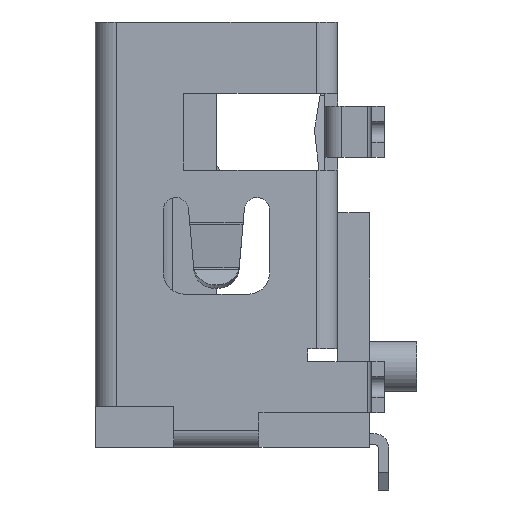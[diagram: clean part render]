
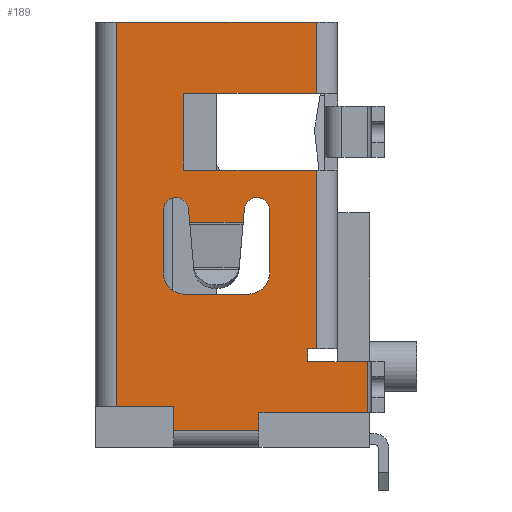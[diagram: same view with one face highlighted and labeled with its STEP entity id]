
A CAD part, left-side view. The second image highlights one B-rep face of the part: STEP entity #189.
In plain terms, the highlighted planar face has unit normal (-1, 0, 0).
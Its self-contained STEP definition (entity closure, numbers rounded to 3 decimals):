
#189=ADVANCED_FACE('NONE',(#937,#938),#939,.T.);
#937=FACE_OUTER_BOUND('',#2218,.T.);
#938=FACE_BOUND('',#2219,.T.);
#939=PLANE('',#2220);
#2218=EDGE_LOOP('',(#7109,#7110,#7111,#7112,#7113,#7114,#7115,#7116,#7117,#7118,#7119,#7120,#7121,#7122,#7123,#7124));
#2219=EDGE_LOOP('',(#7125,#7126,#7127,#7128,#7129,#7130,#7131,#7132,#7133,#7134,#7135,#7136));
#2220=AXIS2_PLACEMENT_3D('',#7137,#7138,#7139);
#7109=ORIENTED_EDGE('',*,*,#11703,.F.);
#7110=ORIENTED_EDGE('',*,*,#11704,.F.);
#7111=ORIENTED_EDGE('',*,*,#11705,.F.);
#7112=ORIENTED_EDGE('',*,*,#11706,.F.);
#7113=ORIENTED_EDGE('',*,*,#11707,.F.);
#7114=ORIENTED_EDGE('',*,*,#11708,.F.);
#7115=ORIENTED_EDGE('',*,*,#11709,.T.);
#7116=ORIENTED_EDGE('',*,*,#11710,.T.);
#7117=ORIENTED_EDGE('',*,*,#11711,.T.);
#7118=ORIENTED_EDGE('',*,*,#11712,.T.);
#7119=ORIENTED_EDGE('',*,*,#11713,.T.);
#7120=ORIENTED_EDGE('',*,*,#11714,.F.);
#7121=ORIENTED_EDGE('',*,*,#11715,.F.);
#7122=ORIENTED_EDGE('',*,*,#11716,.F.);
#7123=ORIENTED_EDGE('',*,*,#11717,.F.);
#7124=ORIENTED_EDGE('',*,*,#11718,.F.);
#7125=ORIENTED_EDGE('',*,*,#11401,.T.);
#7126=ORIENTED_EDGE('',*,*,#11719,.T.);
#7127=ORIENTED_EDGE('',*,*,#11720,.T.);
#7128=ORIENTED_EDGE('',*,*,#11721,.F.);
#7129=ORIENTED_EDGE('',*,*,#11722,.T.);
#7130=ORIENTED_EDGE('',*,*,#11397,.T.);
#7131=ORIENTED_EDGE('',*,*,#11723,.T.);
#7132=ORIENTED_EDGE('',*,*,#11724,.T.);
#7133=ORIENTED_EDGE('',*,*,#11725,.T.);
#7134=ORIENTED_EDGE('',*,*,#11726,.T.);
#7135=ORIENTED_EDGE('',*,*,#11727,.T.);
#7136=ORIENTED_EDGE('',*,*,#11728,.T.);
#7137=CARTESIAN_POINT('',(-6.55,2.35,-10.0));
#7138=DIRECTION('',(-1.0,0.0,0.0));
#7139=DIRECTION('',(0.0,0.0,1.0));
#11397=EDGE_CURVE('NONE',#13360,#13358,#13361,.T.);
#11401=EDGE_CURVE('NONE',#13368,#13366,#13369,.T.);
#11703=EDGE_CURVE('NONE',#13963,#13964,#13965,.T.);
#11704=EDGE_CURVE('NONE',#13966,#13963,#13967,.T.);
#11705=EDGE_CURVE('NONE',#13968,#13966,#13969,.T.);
#11706=EDGE_CURVE('NONE',#13970,#13968,#13971,.T.);
#11707=EDGE_CURVE('NONE',#13972,#13970,#13973,.T.);
#11708=EDGE_CURVE('NONE',#13974,#13972,#13975,.T.);
#11709=EDGE_CURVE('NONE',#13974,#13976,#13977,.T.);
#11710=EDGE_CURVE('NONE',#13976,#13978,#13979,.T.);
#11711=EDGE_CURVE('NONE',#13978,#13980,#13981,.T.);
#11712=EDGE_CURVE('NONE',#13980,#13982,#13983,.T.);
#11713=EDGE_CURVE('NONE',#13982,#13984,#13985,.T.);
#11714=EDGE_CURVE('NONE',#13986,#13984,#13987,.T.);
#11715=EDGE_CURVE('NONE',#13988,#13986,#13989,.T.);
#11716=EDGE_CURVE('NONE',#13990,#13988,#13991,.T.);
#11717=EDGE_CURVE('NONE',#13992,#13990,#13993,.T.);
#11718=EDGE_CURVE('NONE',#13964,#13992,#13994,.T.);
#11719=EDGE_CURVE('NONE',#13366,#13995,#13996,.T.);
#11720=EDGE_CURVE('NONE',#13995,#13997,#13998,.T.);
#11721=EDGE_CURVE('NONE',#13999,#13997,#14000,.T.);
#11722=EDGE_CURVE('NONE',#13999,#13360,#14001,.T.);
#11723=EDGE_CURVE('NONE',#13358,#14002,#14003,.T.);
#11724=EDGE_CURVE('NONE',#14002,#14004,#14005,.T.);
#11725=EDGE_CURVE('NONE',#14004,#14006,#14007,.T.);
#11726=EDGE_CURVE('NONE',#14006,#14008,#14009,.T.);
#11727=EDGE_CURVE('NONE',#14008,#14010,#14011,.T.);
#11728=EDGE_CURVE('NONE',#14010,#13368,#14012,.T.);
#13358=VERTEX_POINT('NONE',#16492);
#13360=VERTEX_POINT('NONE',#16495);
#13361=CIRCLE('',#16496,0.298);
#13366=VERTEX_POINT('NONE',#16502);
#13368=VERTEX_POINT('NONE',#16505);
#13369=CIRCLE('',#16506,0.298);
#13963=VERTEX_POINT('NONE',#18447);
#13964=VERTEX_POINT('NONE',#18448);
#13965=LINE('',#18449,#18450);
#13966=VERTEX_POINT('NONE',#18451);
#13967=LINE('',#18452,#18453);
#13968=VERTEX_POINT('NONE',#18454);
#13969=LINE('',#18455,#18456);
#13970=VERTEX_POINT('NONE',#18457);
#13971=LINE('',#18458,#18459);
#13972=VERTEX_POINT('NONE',#18460);
#13973=LINE('',#18461,#18462);
#13974=VERTEX_POINT('NONE',#18463);
#13975=LINE('',#18464,#18465);
#13976=VERTEX_POINT('NONE',#18466);
#13977=LINE('',#18467,#18468);
#13978=VERTEX_POINT('NONE',#18469);
#13979=LINE('',#18470,#18471);
#13980=VERTEX_POINT('NONE',#18472);
#13981=LINE('',#18473,#18474);
#13982=VERTEX_POINT('NONE',#18475);
#13983=LINE('',#18476,#18477);
#13984=VERTEX_POINT('NONE',#18478);
#13985=LINE('',#18479,#18480);
#13986=VERTEX_POINT('NONE',#18481);
#13987=LINE('',#18482,#18483);
#13988=VERTEX_POINT('NONE',#18484);
#13989=LINE('',#18485,#18486);
#13990=VERTEX_POINT('NONE',#18487);
#13991=LINE('',#18488,#18489);
#13992=VERTEX_POINT('NONE',#18490);
#13993=LINE('',#18491,#18492);
#13994=LINE('',#18493,#18494);
#13995=VERTEX_POINT('NONE',#18495);
#13996=CIRCLE('',#18496,0.298);
#13997=VERTEX_POINT('NONE',#18497);
#13998=LINE('',#18498,#18499);
#13999=VERTEX_POINT('NONE',#18500);
#14000=LINE('',#18501,#18502);
#14001=LINE('',#18503,#18504);
#14002=VERTEX_POINT('NONE',#18505);
#14003=CIRCLE('',#18506,0.298);
#14004=VERTEX_POINT('NONE',#18507);
#14005=LINE('',#18508,#18509);
#14006=VERTEX_POINT('NONE',#18510);
#14007=CIRCLE('',#18511,0.5);
#14008=VERTEX_POINT('NONE',#18512);
#14009=LINE('',#18513,#18514);
#14010=VERTEX_POINT('NONE',#18515);
#14011=CIRCLE('',#18516,0.5);
#14012=LINE('',#18517,#18518);
#16492=CARTESIAN_POINT('',(-6.55,-0.952,-4.126));
#16495=CARTESIAN_POINT('',(-6.55,-0.656,-4.398));
#16496=AXIS2_PLACEMENT_3D('',#23885,#23886,#23887);
#16502=CARTESIAN_POINT('',(-6.55,0.952,-4.126));
#16505=CARTESIAN_POINT('',(-6.55,1.25,-4.424));
#16506=AXIS2_PLACEMENT_3D('',#23893,#23894,#23895);
#18447=CARTESIAN_POINT('',(-6.55,-1.0,-9.18));
#18448=CARTESIAN_POINT('',(-6.55,-1.0,-9.6));
#18449=CARTESIAN_POINT('',(-6.55,-1.0,-9.48));
#18450=VECTOR('',#24169,1000.0);
#18451=CARTESIAN_POINT('',(-6.55,-3.55,-9.18));
#18452=CARTESIAN_POINT('',(-6.55,-1.0,-9.18));
#18453=VECTOR('',#24170,1000.0);
#18454=CARTESIAN_POINT('',(-6.55,-3.55,-7.98));
#18455=CARTESIAN_POINT('',(-6.55,-3.55,-7.98));
#18456=VECTOR('',#24171,1000.0);
#18457=CARTESIAN_POINT('',(-6.55,-2.143,-7.98));
#18458=CARTESIAN_POINT('',(-6.55,-1.0,-7.98));
#18459=VECTOR('',#24172,1000.0);
#18460=CARTESIAN_POINT('',(-6.55,-2.143,-7.68));
#18461=CARTESIAN_POINT('',(-6.55,-2.143,-7.68));
#18462=VECTOR('',#24173,1000.0);
#18463=CARTESIAN_POINT('',(-6.55,-2.35,-7.68));
#18464=CARTESIAN_POINT('',(-6.55,-2.143,-7.68));
#18465=VECTOR('',#24174,1000.0);
#18466=CARTESIAN_POINT('',(-6.55,-2.35,-3.48));
#18467=CARTESIAN_POINT('',(-6.55,-2.35,-10.0));
#18468=VECTOR('',#24175,1000.0);
#18469=CARTESIAN_POINT('',(-6.55,0.769,-3.48));
#18470=CARTESIAN_POINT('',(-6.55,0.769,-3.48));
#18471=VECTOR('',#24176,1000.0);
#18472=CARTESIAN_POINT('',(-6.55,0.769,-1.68));
#18473=CARTESIAN_POINT('',(-6.55,0.769,-3.48));
#18474=VECTOR('',#24177,1000.0);
#18475=CARTESIAN_POINT('',(-6.55,-2.35,-1.68));
#18476=CARTESIAN_POINT('',(-6.55,0.769,-1.68));
#18477=VECTOR('',#24178,1000.0);
#18478=CARTESIAN_POINT('',(-6.55,-2.35,0.0));
#18479=CARTESIAN_POINT('',(-6.55,-2.35,-10.0));
#18480=VECTOR('',#24179,1000.0);
#18481=CARTESIAN_POINT('',(-6.55,2.35,0.0));
#18482=CARTESIAN_POINT('',(-6.55,2.35,0.0));
#18483=VECTOR('',#24180,1000.0);
#18484=CARTESIAN_POINT('',(-6.55,2.35,-9.033));
#18485=CARTESIAN_POINT('',(-6.55,2.35,-10.0));
#18486=VECTOR('',#24181,1000.0);
#18487=CARTESIAN_POINT('',(-6.55,1.0,-9.033));
#18488=CARTESIAN_POINT('',(-6.55,2.85,-9.033));
#18489=VECTOR('',#24182,1000.0);
#18490=CARTESIAN_POINT('',(-6.55,1.0,-9.6));
#18491=CARTESIAN_POINT('',(-6.55,1.0,-9.48));
#18492=VECTOR('',#24183,1000.0);
#18493=CARTESIAN_POINT('',(-6.55,-2.588,-9.6));
#18494=VECTOR('',#24184,1000.0);
#18495=CARTESIAN_POINT('',(-6.55,0.656,-4.398));
#18496=AXIS2_PLACEMENT_3D('',#24185,#24186,#24187);
#18497=CARTESIAN_POINT('',(-6.55,0.628,-4.709));
#18498=CARTESIAN_POINT('',(-6.55,0.619,-4.821));
#18499=VECTOR('',#24188,1000.0);
#18500=CARTESIAN_POINT('',(-6.55,-0.628,-4.709));
#18501=CARTESIAN_POINT('',(-6.55,-0.656,-4.709));
#18502=VECTOR('',#24189,1000.0);
#18503=CARTESIAN_POINT('',(-6.55,-0.629,-4.707));
#18504=VECTOR('',#24190,1000.0);
#18505=CARTESIAN_POINT('',(-6.55,-1.25,-4.424));
#18506=AXIS2_PLACEMENT_3D('',#24191,#24192,#24193);
#18507=CARTESIAN_POINT('',(-6.55,-1.25,-5.898));
#18508=CARTESIAN_POINT('',(-6.55,-1.25,-4.424));
#18509=VECTOR('',#24194,1000.0);
#18510=CARTESIAN_POINT('',(-6.55,-0.75,-6.398));
#18511=AXIS2_PLACEMENT_3D('',#24195,#24196,#24197);
#18512=CARTESIAN_POINT('',(-6.55,0.75,-6.398));
#18513=CARTESIAN_POINT('',(-6.55,0.75,-6.398));
#18514=VECTOR('',#24198,1000.0);
#18515=CARTESIAN_POINT('',(-6.55,1.25,-5.898));
#18516=AXIS2_PLACEMENT_3D('',#24199,#24200,#24201);
#18517=CARTESIAN_POINT('',(-6.55,1.25,-4.424));
#18518=VECTOR('',#24202,1000.0);
#23885=CARTESIAN_POINT('',(-6.55,-0.952,-4.424));
#23886=DIRECTION('',(1.0,0.0,0.0));
#23887=DIRECTION('',(0.0,0.0,-1.0));
#23893=CARTESIAN_POINT('',(-6.55,0.952,-4.424));
#23894=DIRECTION('',(1.0,0.0,0.0));
#23895=DIRECTION('',(0.0,0.0,-1.0));
#24169=DIRECTION('',(-0.0,-0.0,-1.0));
#24170=DIRECTION('',(-0.0,1.0,-0.0));
#24171=DIRECTION('',(-0.0,-0.0,-1.0));
#24172=DIRECTION('',(0.,-1.0,0.0));
#24173=DIRECTION('',(0.0,0.0,-1.0));
#24174=DIRECTION('',(-0.0,1.0,-0.0));
#24175=DIRECTION('',(0.0,0.0,1.0));
#24176=DIRECTION('',(-0.0,1.0,0.));
#24177=DIRECTION('',(0.0,0.0,1.0));
#24178=DIRECTION('',(0.0,-1.0,0.));
#24179=DIRECTION('',(0.0,0.0,1.0));
#24180=DIRECTION('',(0.0,-1.0,0.0));
#24181=DIRECTION('',(0.0,0.0,1.0));
#24182=DIRECTION('',(-0.0,1.0,-0.0));
#24183=DIRECTION('',(0.0,0.0,1.0));
#24184=DIRECTION('',(0.0,1.0,0.0));
#24185=CARTESIAN_POINT('',(-6.55,0.952,-4.424));
#24186=DIRECTION('',(1.0,0.0,0.0));
#24187=DIRECTION('',(0.0,0.0,-1.0));
#24188=DIRECTION('',(0.,-0.087,-0.996));
#24189=DIRECTION('',(0.0,1.0,0.0));
#24190=DIRECTION('',(0.,-0.087,0.996));
#24191=CARTESIAN_POINT('',(-6.55,-0.952,-4.424));
#24192=DIRECTION('',(1.0,0.0,0.0));
#24193=DIRECTION('',(0.0,0.0,-1.0));
#24194=DIRECTION('',(0.0,0.,-1.0));
#24195=CARTESIAN_POINT('',(-6.55,-0.75,-5.898));
#24196=DIRECTION('',(1.0,0.0,-0.0));
#24197=DIRECTION('',(0.0,0.0,1.0));
#24198=DIRECTION('',(-0.0,1.0,-0.0));
#24199=CARTESIAN_POINT('',(-6.55,0.75,-5.898));
#24200=DIRECTION('',(1.0,0.0,-0.0));
#24201=DIRECTION('',(0.0,0.0,1.0));
#24202=DIRECTION('',(-0.0,0.,1.0));
